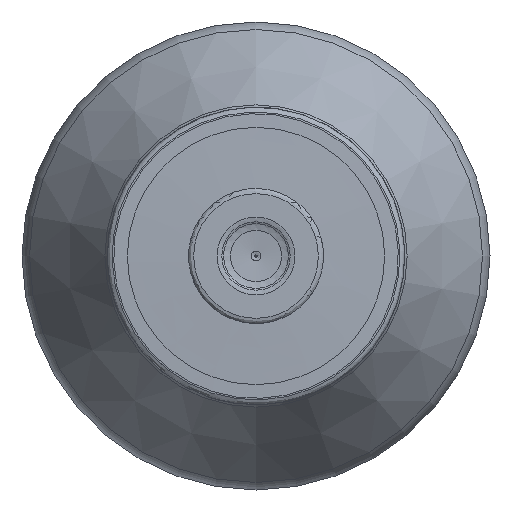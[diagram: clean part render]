
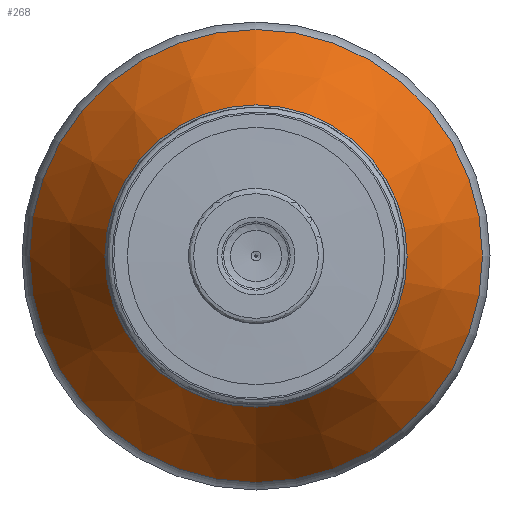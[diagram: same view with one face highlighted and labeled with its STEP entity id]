
A CAD part, left-side view. The second image highlights one B-rep face of the part: STEP entity #268.
In plain terms, the highlighted conical face has half-angle 30.828 degrees and reference radius 21.294 mm.
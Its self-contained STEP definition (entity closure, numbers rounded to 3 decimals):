
#132=CONICAL_SURFACE('',#716,21.294,30.828);
#177=FACE_BOUND('',#343,.T.);
#178=FACE_BOUND('',#344,.T.);
#268=ADVANCED_FACE('',(#177,#178),#132,.T.);
#343=EDGE_LOOP('',(#449));
#344=EDGE_LOOP('',(#450));
#449=ORIENTED_EDGE('',*,*,#594,.T.);
#450=ORIENTED_EDGE('',*,*,#593,.F.);
#540=VERTEX_POINT('',#1015);
#541=VERTEX_POINT('',#1018);
#593=EDGE_CURVE('',#540,#540,#646,.T.);
#594=EDGE_CURVE('',#541,#541,#647,.T.);
#646=CIRCLE('',#713,21.294);
#647=CIRCLE('',#715,14.206);
#713=AXIS2_PLACEMENT_3D('',#1014,#827,#828);
#715=AXIS2_PLACEMENT_3D('',#1017,#831,#832);
#716=AXIS2_PLACEMENT_3D('',#1019,#833,#834);
#827=DIRECTION('',(1.,0.,0.));
#828=DIRECTION('',(0.,0.,1.));
#831=DIRECTION('',(1.,0.,0.));
#832=DIRECTION('',(0.,0.,1.));
#833=DIRECTION('',(1.,0.,0.));
#834=DIRECTION('',(0.,0.,-1.));
#1014=CARTESIAN_POINT('',(101.438,0.,0.));
#1015=CARTESIAN_POINT('',(101.438,0.,21.294));
#1017=CARTESIAN_POINT('',(89.562,0.,0.));
#1018=CARTESIAN_POINT('',(89.562,0.,14.206));
#1019=CARTESIAN_POINT('',(101.438,0.,0.));
